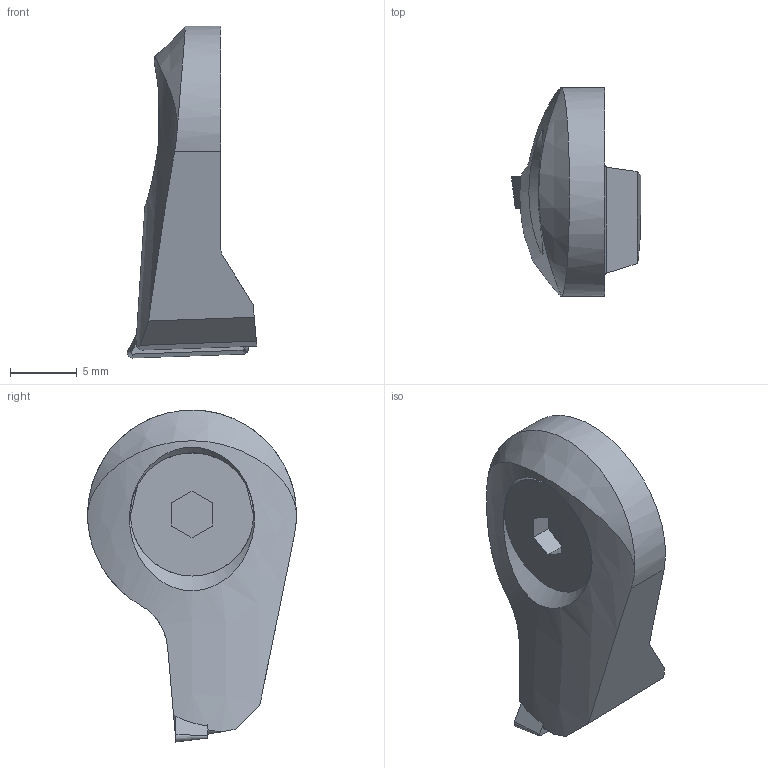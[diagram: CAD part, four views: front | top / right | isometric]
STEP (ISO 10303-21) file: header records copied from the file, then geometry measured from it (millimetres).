
FILE_DESCRIPTION(/* description */ (''),/* implementation_level */ '2;1');
FILE_NAME(/* name */ '1549447838405.stp',/* time_stamp */ '2019-02-06T11:10:54+01:00',/* author */ (''),/* organization */ ('SMS'),/* preprocessor_version */ 'ST-DEVELOPER v15',/* originating_system */ 'SIEMENS PLM Software NX 8.5',/* authorisation */ '');
FILE_SCHEMA (('AUTOMOTIVE_DESIGN { 1 0 10303 214 3 1 1 1 }'));
Length unit declared in the file: millimetre
Products named in the file (4): IsoTurningInsert; ASSEMBLY_CONSTRUCTION; 202057822mod000_00; 111168803mod000_01
Assembly tree (3 placements, depth 2):
  111168803mod000_01
    202057822mod000_00
    ASSEMBLY_CONSTRUCTION
    IsoTurningInsert
Bounding box: 9.67 x 15.6 x 24.8 mm (x, y, z)
Volume: 1308.4 mm3; surface area: 1060.9 mm2
Topology: 2 solids, 2 shells, 52 faces, 147 edges, 108 vertices
Faces by surface type: plane 28, cone 10, cylinder 7, torus 4, extrusion 3
Full cylindrical faces by diameter (mm): 2.5 x2, 9.2 x1
Entity records: 1977 total; most frequent: CARTESIAN_POINT 564, ORIENTED_EDGE 260, DIRECTION 246, EDGE_CURVE 130, VERTEX_POINT 95, AXIS2_PLACEMENT_3D 90, EDGE_LOOP 67, VECTOR 66
